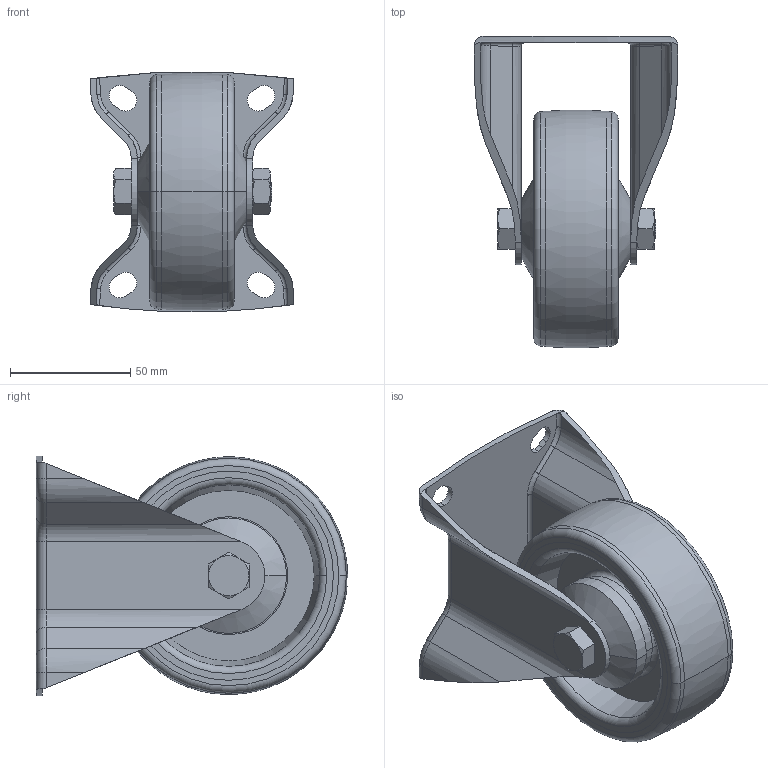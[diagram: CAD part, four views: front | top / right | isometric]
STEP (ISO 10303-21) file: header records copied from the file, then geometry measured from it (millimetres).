
FILE_DESCRIPTION (( 'STEP AP214' ), '1' );
FILE_NAME ('05954-Mounting Plate Castor Fixed Urethane Wheel Zinc Plated 100mm.STEP', '2018-12-10T19:33:58', ( '' ), ( '' ), 'SwSTEP 2.0', 'SolidWorks 2018', '' );
FILE_SCHEMA (( 'AUTOMOTIVE_DESIGN' ));
Length unit declared in the file: millimetre
Products named in the file (5): 05954-Mounting Plate Castor Fixed Urethane Wheel Zinc Plated 100mm; 5954 mount; 5954 wheel
Assembly tree (2 placements, depth 2):
  05954-Mounting Plate Castor Fixed Urethane Wheel Zinc Plated 100mm
    5954 mount
    5954 wheel
  5954 mount
  5954 wheel
Bounding box: 84.77 x 129.39 x 99.71 mm (x, y, z)
Volume: 247338.6 mm3; surface area: 95490.2 mm2
Topology: 5 solids, 5 shells, 467 faces, 1198 edges, 774 vertices
Faces by surface type: plane 224, bspline 104, cylinder 75, torus 32, cone 32
Entity records: 20475 total; most frequent: CARTESIAN_POINT 9641, ORIENTED_EDGE 2396, DIRECTION 1872, EDGE_CURVE 1198, VERTEX_POINT 774, VECTOR 710, LINE 710, AXIS2_PLACEMENT_3D 581
